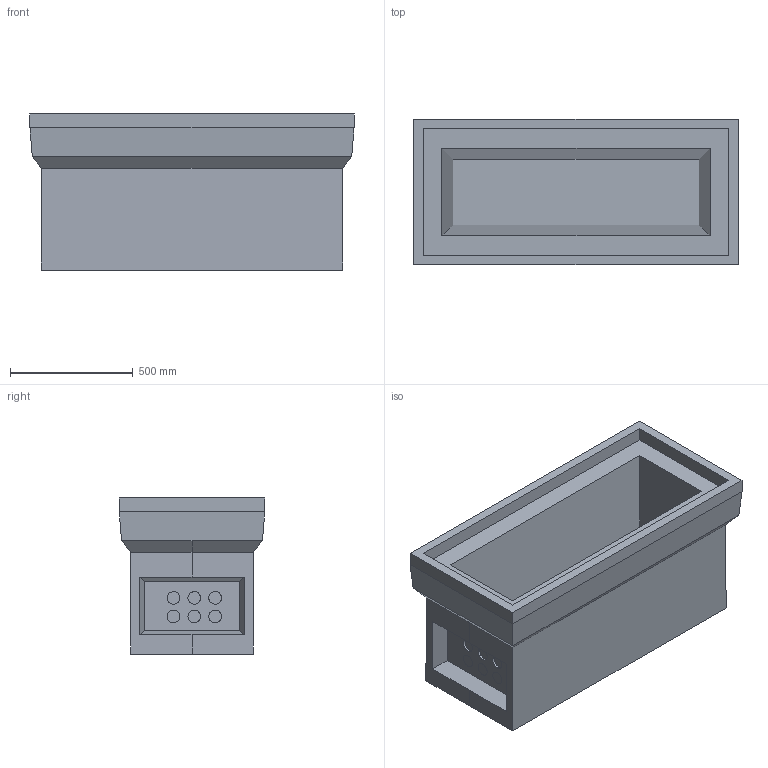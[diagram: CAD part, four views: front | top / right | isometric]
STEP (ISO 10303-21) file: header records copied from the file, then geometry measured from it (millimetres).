
FILE_DESCRIPTION(('FreeCAD Model'),'2;1');
FILE_NAME('Open CASCADE Shape Model','2025-05-28T10:35:09',('FreeCAD'),( 'FreeCAD'),'Open CASCADE STEP processor 7.6','FreeCAD','Unknown');
FILE_SCHEMA(('AUTOMOTIVE_DESIGN { 1 0 10303 214 1 1 1 1 }'));
Length unit declared in the file: millimetre
Products named in the file (1): Open CASCADE STEP translator 7.6 1
Bounding box: 1322.46 x 593.74 x 637.16 mm (x, y, z)
Volume: 205377842.6 mm3; surface area: 5370597.5 mm2
Topology: 1 solids, 7 shells, 82 faces, 164 edges, 105 vertices
Faces by surface type: bspline 82
Entity records: 2114 total; most frequent: CARTESIAN_POINT 1050, ORIENTED_EDGE 328, EDGE_CURVE 164, B_SPLINE_CURVE_WITH_KNOTS 116, VERTEX_POINT 105, FACE_BOUND 91, EDGE_LOOP 91, ADVANCED_FACE 82
